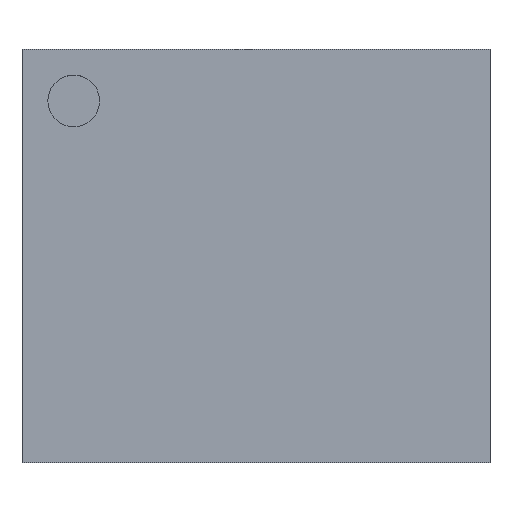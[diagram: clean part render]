
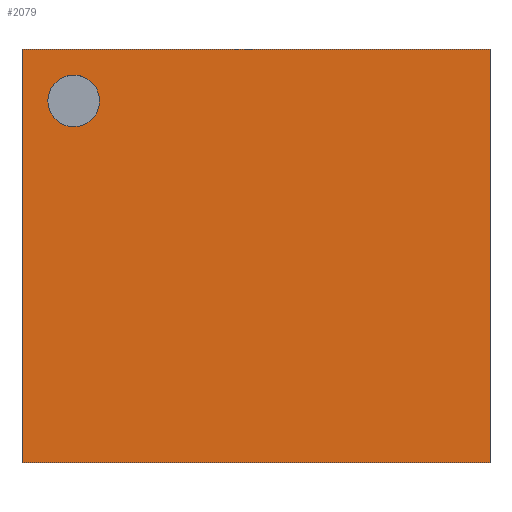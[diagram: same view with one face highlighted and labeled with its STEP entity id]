
A CAD part, top view. The second image highlights one B-rep face of the part: STEP entity #2079.
In plain terms, the highlighted planar face has unit normal (0, 0, 1).
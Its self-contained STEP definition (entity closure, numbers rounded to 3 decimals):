
#1890 = VERTEX_POINT('',#1891);
#1891 = CARTESIAN_POINT('',(-1.703,-1.505,0.551));
#1898 = PLANE('',#1899);
#1899 = AXIS2_PLACEMENT_3D('',#1900,#1901,#1902);
#1900 = CARTESIAN_POINT('',(-1.703,-1.505,0.27));
#1901 = DIRECTION('',(1.,0.,0.));
#1902 = DIRECTION('',(0.,0.,1.));
#1910 = PLANE('',#1911);
#1911 = AXIS2_PLACEMENT_3D('',#1912,#1913,#1914);
#1912 = CARTESIAN_POINT('',(-1.703,-1.505,0.27));
#1913 = DIRECTION('',(0.,1.,0.));
#1914 = DIRECTION('',(0.,0.,1.));
#1951 = VERTEX_POINT('',#1952);
#1952 = CARTESIAN_POINT('',(-1.703,1.505,0.551));
#1966 = PLANE('',#1967);
#1967 = AXIS2_PLACEMENT_3D('',#1968,#1969,#1970);
#1968 = CARTESIAN_POINT('',(-1.703,1.505,0.27));
#1969 = DIRECTION('',(0.,1.,0.));
#1970 = DIRECTION('',(0.,0.,1.));
#1978 = EDGE_CURVE('',#1890,#1951,#1979,.T.);
#1979 = SURFACE_CURVE('',#1980,(#1984,#1991),.PCURVE_S1.);
#1980 = LINE('',#1981,#1982);
#1981 = CARTESIAN_POINT('',(-1.703,-1.505,0.551));
#1982 = VECTOR('',#1983,1.);
#1983 = DIRECTION('',(0.,1.,0.));
#1984 = PCURVE('',#1898,#1985);
#1985 = DEFINITIONAL_REPRESENTATION('',(#1986),#1990);
#1986 = LINE('',#1987,#1988);
#1987 = CARTESIAN_POINT('',(0.281,0.));
#1988 = VECTOR('',#1989,1.);
#1989 = DIRECTION('',(0.,-1.));
#1990 = ( GEOMETRIC_REPRESENTATION_CONTEXT(2) 
PARAMETRIC_REPRESENTATION_CONTEXT() REPRESENTATION_CONTEXT('2D SPACE',''
  ) );
#1991 = PCURVE('',#1992,#1997);
#1992 = PLANE('',#1993);
#1993 = AXIS2_PLACEMENT_3D('',#1994,#1995,#1996);
#1994 = CARTESIAN_POINT('',(-1.703,-1.505,0.551));
#1995 = DIRECTION('',(0.,0.,1.));
#1996 = DIRECTION('',(1.,0.,0.));
#1997 = DEFINITIONAL_REPRESENTATION('',(#1998),#2002);
#1998 = LINE('',#1999,#2000);
#1999 = CARTESIAN_POINT('',(0.,0.));
#2000 = VECTOR('',#2001,1.);
#2001 = DIRECTION('',(0.,1.));
#2002 = ( GEOMETRIC_REPRESENTATION_CONTEXT(2) 
PARAMETRIC_REPRESENTATION_CONTEXT() REPRESENTATION_CONTEXT('2D SPACE',''
  ) );
#2031 = EDGE_CURVE('',#1890,#2032,#2034,.T.);
#2032 = VERTEX_POINT('',#2033);
#2033 = CARTESIAN_POINT('',(1.703,-1.505,0.551));
#2034 = SURFACE_CURVE('',#2035,(#2039,#2046),.PCURVE_S1.);
#2035 = LINE('',#2036,#2037);
#2036 = CARTESIAN_POINT('',(-1.703,-1.505,0.551));
#2037 = VECTOR('',#2038,1.);
#2038 = DIRECTION('',(1.,0.,0.));
#2039 = PCURVE('',#1910,#2040);
#2040 = DEFINITIONAL_REPRESENTATION('',(#2041),#2045);
#2041 = LINE('',#2042,#2043);
#2042 = CARTESIAN_POINT('',(0.281,0.));
#2043 = VECTOR('',#2044,1.);
#2044 = DIRECTION('',(0.,1.));
#2045 = ( GEOMETRIC_REPRESENTATION_CONTEXT(2) 
PARAMETRIC_REPRESENTATION_CONTEXT() REPRESENTATION_CONTEXT('2D SPACE',''
  ) );
#2046 = PCURVE('',#1992,#2047);
#2047 = DEFINITIONAL_REPRESENTATION('',(#2048),#2052);
#2048 = LINE('',#2049,#2050);
#2049 = CARTESIAN_POINT('',(0.,0.));
#2050 = VECTOR('',#2051,1.);
#2051 = DIRECTION('',(1.,0.));
#2052 = ( GEOMETRIC_REPRESENTATION_CONTEXT(2) 
PARAMETRIC_REPRESENTATION_CONTEXT() REPRESENTATION_CONTEXT('2D SPACE',''
  ) );
#2068 = PLANE('',#2069);
#2069 = AXIS2_PLACEMENT_3D('',#2070,#2071,#2072);
#2070 = CARTESIAN_POINT('',(1.703,-1.505,0.27));
#2071 = DIRECTION('',(1.,0.,0.));
#2072 = DIRECTION('',(0.,0.,1.));
#2079 = ADVANCED_FACE('',(#2080,#2128),#1992,.T.);
#2080 = FACE_BOUND('',#2081,.T.);
#2081 = EDGE_LOOP('',(#2082,#2083,#2084,#2107));
#2082 = ORIENTED_EDGE('',*,*,#1978,.F.);
#2083 = ORIENTED_EDGE('',*,*,#2031,.T.);
#2084 = ORIENTED_EDGE('',*,*,#2085,.T.);
#2085 = EDGE_CURVE('',#2032,#2086,#2088,.T.);
#2086 = VERTEX_POINT('',#2087);
#2087 = CARTESIAN_POINT('',(1.703,1.505,0.551));
#2088 = SURFACE_CURVE('',#2089,(#2093,#2100),.PCURVE_S1.);
#2089 = LINE('',#2090,#2091);
#2090 = CARTESIAN_POINT('',(1.703,-1.505,0.551));
#2091 = VECTOR('',#2092,1.);
#2092 = DIRECTION('',(0.,1.,0.));
#2093 = PCURVE('',#1992,#2094);
#2094 = DEFINITIONAL_REPRESENTATION('',(#2095),#2099);
#2095 = LINE('',#2096,#2097);
#2096 = CARTESIAN_POINT('',(3.406,0.));
#2097 = VECTOR('',#2098,1.);
#2098 = DIRECTION('',(0.,1.));
#2099 = ( GEOMETRIC_REPRESENTATION_CONTEXT(2) 
PARAMETRIC_REPRESENTATION_CONTEXT() REPRESENTATION_CONTEXT('2D SPACE',''
  ) );
#2100 = PCURVE('',#2068,#2101);
#2101 = DEFINITIONAL_REPRESENTATION('',(#2102),#2106);
#2102 = LINE('',#2103,#2104);
#2103 = CARTESIAN_POINT('',(0.281,0.));
#2104 = VECTOR('',#2105,1.);
#2105 = DIRECTION('',(0.,-1.));
#2106 = ( GEOMETRIC_REPRESENTATION_CONTEXT(2) 
PARAMETRIC_REPRESENTATION_CONTEXT() REPRESENTATION_CONTEXT('2D SPACE',''
  ) );
#2107 = ORIENTED_EDGE('',*,*,#2108,.F.);
#2108 = EDGE_CURVE('',#1951,#2086,#2109,.T.);
#2109 = SURFACE_CURVE('',#2110,(#2114,#2121),.PCURVE_S1.);
#2110 = LINE('',#2111,#2112);
#2111 = CARTESIAN_POINT('',(-1.703,1.505,0.551));
#2112 = VECTOR('',#2113,1.);
#2113 = DIRECTION('',(1.,0.,0.));
#2114 = PCURVE('',#1992,#2115);
#2115 = DEFINITIONAL_REPRESENTATION('',(#2116),#2120);
#2116 = LINE('',#2117,#2118);
#2117 = CARTESIAN_POINT('',(0.,3.01));
#2118 = VECTOR('',#2119,1.);
#2119 = DIRECTION('',(1.,0.));
#2120 = ( GEOMETRIC_REPRESENTATION_CONTEXT(2) 
PARAMETRIC_REPRESENTATION_CONTEXT() REPRESENTATION_CONTEXT('2D SPACE',''
  ) );
#2121 = PCURVE('',#1966,#2122);
#2122 = DEFINITIONAL_REPRESENTATION('',(#2123),#2127);
#2123 = LINE('',#2124,#2125);
#2124 = CARTESIAN_POINT('',(0.281,0.));
#2125 = VECTOR('',#2126,1.);
#2126 = DIRECTION('',(0.,1.));
#2127 = ( GEOMETRIC_REPRESENTATION_CONTEXT(2) 
PARAMETRIC_REPRESENTATION_CONTEXT() REPRESENTATION_CONTEXT('2D SPACE',''
  ) );
#2128 = FACE_BOUND('',#2129,.T.);
#2129 = EDGE_LOOP('',(#2130));
#2130 = ORIENTED_EDGE('',*,*,#2131,.F.);
#2131 = EDGE_CURVE('',#2132,#2132,#2134,.T.);
#2132 = VERTEX_POINT('',#2133);
#2133 = CARTESIAN_POINT('',(-1.139,1.129,0.551));
#2134 = SURFACE_CURVE('',#2135,(#2140,#2147),.PCURVE_S1.);
#2135 = CIRCLE('',#2136,0.188);
#2136 = AXIS2_PLACEMENT_3D('',#2137,#2138,#2139);
#2137 = CARTESIAN_POINT('',(-1.327,1.129,0.551));
#2138 = DIRECTION('',(0.,0.,1.));
#2139 = DIRECTION('',(1.,0.,0.));
#2140 = PCURVE('',#1992,#2141);
#2141 = DEFINITIONAL_REPRESENTATION('',(#2142),#2146);
#2142 = CIRCLE('',#2143,0.188);
#2143 = AXIS2_PLACEMENT_2D('',#2144,#2145);
#2144 = CARTESIAN_POINT('',(0.376,2.634));
#2145 = DIRECTION('',(1.,0.));
#2146 = ( GEOMETRIC_REPRESENTATION_CONTEXT(2) 
PARAMETRIC_REPRESENTATION_CONTEXT() REPRESENTATION_CONTEXT('2D SPACE',''
  ) );
#2147 = PCURVE('',#2148,#2153);
#2148 = CYLINDRICAL_SURFACE('',#2149,0.188);
#2149 = AXIS2_PLACEMENT_3D('',#2150,#2151,#2152);
#2150 = CARTESIAN_POINT('',(-1.327,1.129,0.496));
#2151 = DIRECTION('',(0.,0.,1.));
#2152 = DIRECTION('',(1.,0.,0.));
#2153 = DEFINITIONAL_REPRESENTATION('',(#2154),#2158);
#2154 = LINE('',#2155,#2156);
#2155 = CARTESIAN_POINT('',(0.,0.055));
#2156 = VECTOR('',#2157,1.);
#2157 = DIRECTION('',(1.,0.));
#2158 = ( GEOMETRIC_REPRESENTATION_CONTEXT(2) 
PARAMETRIC_REPRESENTATION_CONTEXT() REPRESENTATION_CONTEXT('2D SPACE',''
  ) );
